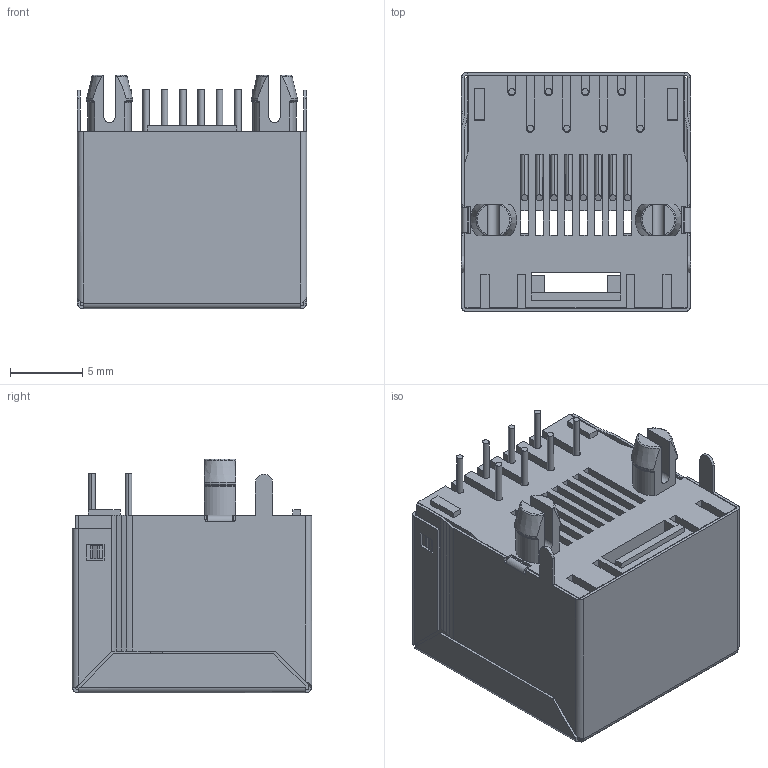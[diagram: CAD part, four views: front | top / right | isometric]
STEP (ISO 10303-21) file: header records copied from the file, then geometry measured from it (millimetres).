
FILE_DESCRIPTION((''),'2;1');
FILE_NAME('DGKYD52A1188GWA6DY9143','2024-08-21T19:04:50',('DGKYD'),(''),'CREO PARAMETRIC BY PTC INC, 2019010','CREO PARAMETRIC BY PTC INC, 2019010','');
FILE_SCHEMA(('CONFIG_CONTROL_DESIGN'));
Length unit declared in the file: millimetre
Products named in the file (1): DGKYD52A1188GWA6DY9143
Bounding box: 15.9 x 16.6 x 16.2 mm (x, y, z)
Volume: 1821.1 mm3; surface area: 4295.5 mm2
Topology: 1 solids, 2 shells, 625 faces, 1701 edges, 1052 vertices
Faces by surface type: plane 413, cylinder 148, torus 48, bspline 12, cone 4
Entity records: 20418 total; most frequent: CARTESIAN_POINT 4542, ORIENTED_EDGE 3394, DIRECTION 3189, EDGE_CURVE 1701, VECTOR 1233, LINE 1233, VERTEX_POINT 1052, AXIS2_PLACEMENT_3D 978
